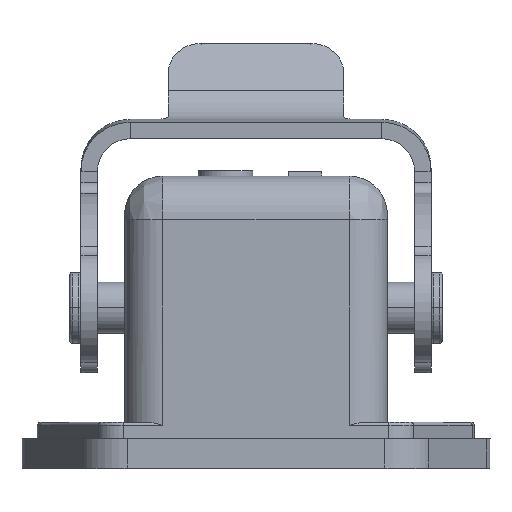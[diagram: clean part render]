
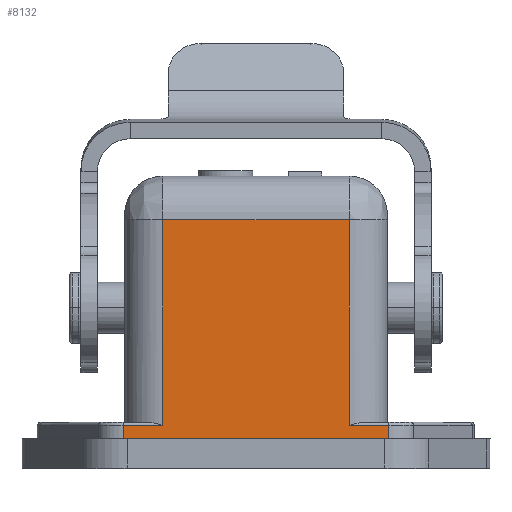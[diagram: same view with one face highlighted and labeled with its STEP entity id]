
A CAD part, top view. The second image highlights one B-rep face of the part: STEP entity #8132.
In plain terms, the highlighted planar face has unit normal (0, 0, 1).
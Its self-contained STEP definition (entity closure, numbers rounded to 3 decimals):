
#653=DIRECTION('',(1.,0.,0.));
#654=VECTOR('',#653,24.275);
#655=CARTESIAN_POINT('',(-12.137,0.,14.));
#656=LINE('',#655,#654);
#1959=DIRECTION('',(-1.,0.,0.));
#1960=VECTOR('',#1959,17.);
#1961=CARTESIAN_POINT('',(8.5,21.5,14.));
#1962=LINE('',#1961,#1960);
#2056=DIRECTION('',(0.,1.,0.));
#2057=VECTOR('',#2056,2.7);
#2058=CARTESIAN_POINT('',(12.137,0.,14.));
#2059=LINE('',#2058,#2057);
#2064=DIRECTION('',(0.,1.,0.));
#2065=VECTOR('',#2064,18.8);
#2066=CARTESIAN_POINT('',(8.5,2.7,14.));
#2067=LINE('',#2066,#2065);
#2072=DIRECTION('',(-1.,0.,0.));
#2073=VECTOR('',#2072,3.637);
#2074=CARTESIAN_POINT('',(12.137,2.7,14.));
#2075=LINE('',#2074,#2073);
#2125=DIRECTION('',(0.,-1.,0.));
#2126=VECTOR('',#2125,2.7);
#2127=CARTESIAN_POINT('',(-12.137,2.7,14.));
#2128=LINE('',#2127,#2126);
#2155=DIRECTION('',(-1.,0.,0.));
#2156=VECTOR('',#2155,3.637);
#2157=CARTESIAN_POINT('',(-8.5,2.7,14.));
#2158=LINE('',#2157,#2156);
#2163=DIRECTION('',(0.,-1.,0.));
#2164=VECTOR('',#2163,18.8);
#2165=CARTESIAN_POINT('',(-8.5,21.5,14.));
#2166=LINE('',#2165,#2164);
#4439=CARTESIAN_POINT('',(-12.137,0.,14.));
#4440=VERTEX_POINT('',#4439);
#4441=CARTESIAN_POINT('',(12.137,0.,14.));
#4442=VERTEX_POINT('',#4441);
#4726=CARTESIAN_POINT('',(-8.5,21.5,14.));
#4727=VERTEX_POINT('',#4726);
#4728=CARTESIAN_POINT('',(8.5,21.5,14.));
#4729=VERTEX_POINT('',#4728);
#4768=CARTESIAN_POINT('',(12.137,2.7,14.));
#4769=VERTEX_POINT('',#4768);
#4770=CARTESIAN_POINT('',(8.5,2.7,14.));
#4771=VERTEX_POINT('',#4770);
#4772=CARTESIAN_POINT('',(-12.137,2.7,14.));
#4773=VERTEX_POINT('',#4772);
#4774=CARTESIAN_POINT('',(-8.5,2.7,14.));
#4775=VERTEX_POINT('',#4774);
#8112=CARTESIAN_POINT('',(-12.137,0.,14.));
#8113=DIRECTION('',(0.,0.,1.));
#8114=DIRECTION('',(1.,0.,0.));
#8115=AXIS2_PLACEMENT_3D('',#8112,#8113,#8114);
#8116=PLANE('',#8115);
#8117=ORIENTED_EDGE('',*,*,#7950,.F.);
#8119=ORIENTED_EDGE('',*,*,#8118,.F.);
#8121=ORIENTED_EDGE('',*,*,#8120,.F.);
#8122=ORIENTED_EDGE('',*,*,#8104,.F.);
#8123=ORIENTED_EDGE('',*,*,#6085,.F.);
#8125=ORIENTED_EDGE('',*,*,#8124,.F.);
#8127=ORIENTED_EDGE('',*,*,#8126,.F.);
#8129=ORIENTED_EDGE('',*,*,#8128,.F.);
#8130=EDGE_LOOP('',(#8117,#8119,#8121,#8122,#8123,#8125,#8127,#8129));
#8131=FACE_OUTER_BOUND('',#8130,.F.);
#8132=ADVANCED_FACE('',(#8131),#8116,.T.);
#6085=EDGE_CURVE('',#4440,#4442,#656,.T.);
#7950=EDGE_CURVE('',#4729,#4727,#1962,.T.);
#8104=EDGE_CURVE('',#4442,#4769,#2059,.T.);
#8118=EDGE_CURVE('',#4771,#4729,#2067,.T.);
#8120=EDGE_CURVE('',#4769,#4771,#2075,.T.);
#8124=EDGE_CURVE('',#4773,#4440,#2128,.T.);
#8126=EDGE_CURVE('',#4775,#4773,#2158,.T.);
#8128=EDGE_CURVE('',#4727,#4775,#2166,.T.);
